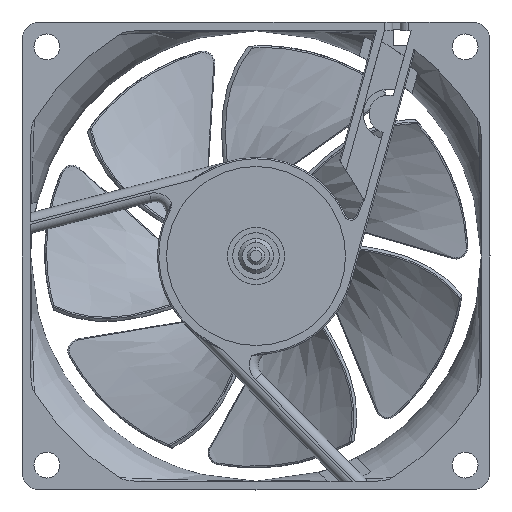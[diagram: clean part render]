
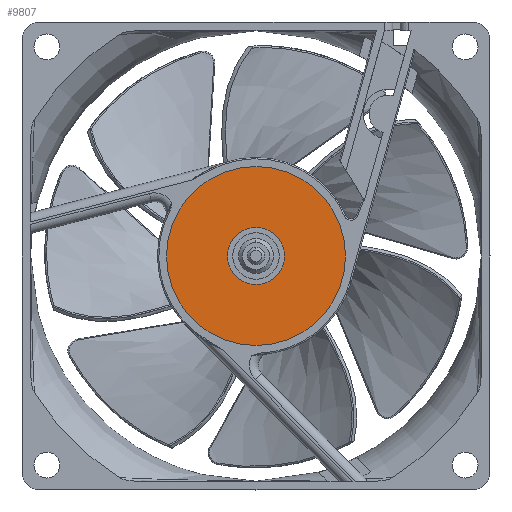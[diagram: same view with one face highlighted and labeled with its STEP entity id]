
A CAD part, front view. The second image highlights one B-rep face of the part: STEP entity #9807.
In plain terms, the highlighted planar face has unit normal (0, -1, 0).
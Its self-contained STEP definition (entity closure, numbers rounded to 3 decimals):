
#3476=CARTESIAN_POINT('',(0.,0.3,0.));
#3477=DIRECTION('',(0.,-1.,0.));
#3478=DIRECTION('',(-1.,0.,0.));
#3479=AXIS2_PLACEMENT_3D('',#3476,#3477,#3478);
#3481=CARTESIAN_POINT('',(0.,0.3,0.));
#3482=DIRECTION('',(0.,-1.,0.));
#3483=DIRECTION('',(1.,0.,0.));
#3484=AXIS2_PLACEMENT_3D('',#3481,#3482,#3483);
#3486=CARTESIAN_POINT('',(0.,0.3,0.));
#3487=DIRECTION('',(0.,-1.,0.));
#3488=DIRECTION('',(-1.,0.,0.));
#3489=AXIS2_PLACEMENT_3D('',#3486,#3487,#3488);
#3491=CARTESIAN_POINT('',(0.,0.3,0.));
#3492=DIRECTION('',(0.,-1.,0.));
#3493=DIRECTION('',(1.,0.,0.));
#3494=AXIS2_PLACEMENT_3D('',#3491,#3492,#3493);
#4455=CARTESIAN_POINT('',(-15.3,0.3,0.));
#4456=CARTESIAN_POINT('',(15.3,0.3,0.));
#4457=VERTEX_POINT('',#4455);
#4458=VERTEX_POINT('',#4456);
#4499=CARTESIAN_POINT('',(-4.875,0.3,0.));
#4500=CARTESIAN_POINT('',(4.875,0.3,0.));
#4501=VERTEX_POINT('',#4499);
#4502=VERTEX_POINT('',#4500);
#9792=CARTESIAN_POINT('',(0.,0.3,0.));
#9793=DIRECTION('',(0.,-1.,0.));
#9794=DIRECTION('',(-1.,0.,0.));
#9795=AXIS2_PLACEMENT_3D('',#9792,#9793,#9794);
#9796=PLANE('',#9795);
#9797=ORIENTED_EDGE('',*,*,#9772,.F.);
#9798=ORIENTED_EDGE('',*,*,#9786,.F.);
#9799=EDGE_LOOP('',(#9797,#9798));
#9800=FACE_OUTER_BOUND('',#9799,.F.);
#9802=ORIENTED_EDGE('',*,*,#9801,.T.);
#9804=ORIENTED_EDGE('',*,*,#9803,.T.);
#9805=EDGE_LOOP('',(#9802,#9804));
#9806=FACE_BOUND('',#9805,.F.);
#3480=CIRCLE('',#3479,15.3);
#3485=CIRCLE('',#3484,15.3);
#3490=CIRCLE('',#3489,4.875);
#3495=CIRCLE('',#3494,4.875);
#9772=EDGE_CURVE('',#4457,#4458,#3480,.T.);
#9786=EDGE_CURVE('',#4458,#4457,#3485,.T.);
#9801=EDGE_CURVE('',#4501,#4502,#3490,.T.);
#9803=EDGE_CURVE('',#4502,#4501,#3495,.T.);
#9807=ADVANCED_FACE('',(#9800,#9806),#9796,.T.);
